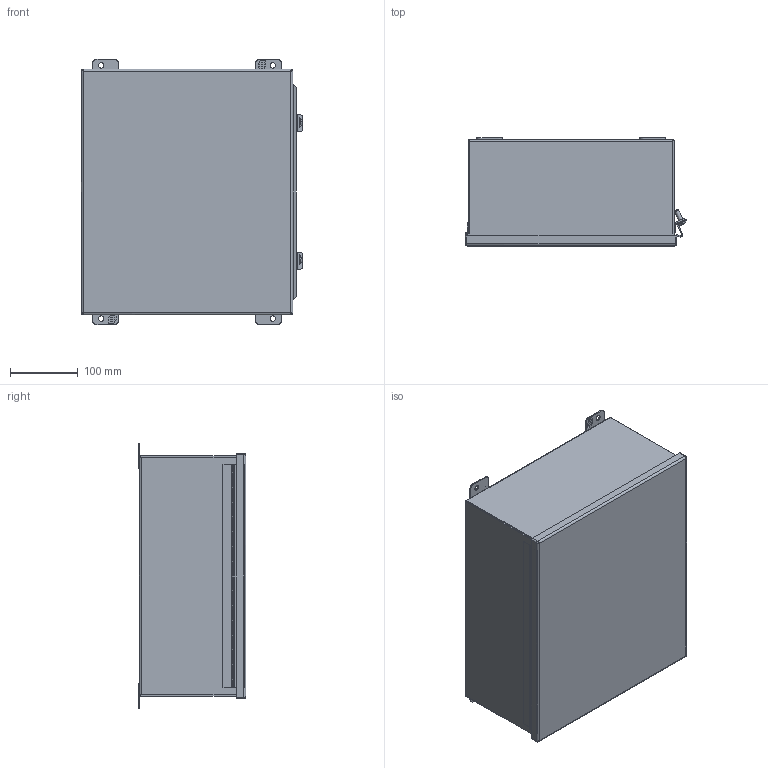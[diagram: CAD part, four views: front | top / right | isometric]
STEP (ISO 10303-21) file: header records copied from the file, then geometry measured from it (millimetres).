
FILE_DESCRIPTION (( 'STEP AP214' ), '1' );
FILE_NAME ('1414N4PHSSM6.STEP', '2019-09-18T14:34:50', ( '' ), ( '' ), 'SwSTEP 2.0', 'SolidWorks 2018', '' );
FILE_SCHEMA (( 'AUTOMOTIVE_DESIGN' ));
Length unit declared in the file: inch
Products named in the file (1): 1414N4PHSSM6
Bounding box: 327.73 x 159.23 x 393.7 mm (x, y, z)
Volume: 2468752.3 mm3; surface area: 1182211.8 mm2
Topology: 21 solids, 22 shells, 734 faces, 1914 edges, 1228 vertices
Faces by surface type: plane 474, cylinder 200, cone 30, bspline 30
Full cylindrical faces by diameter (mm): 1.143 x1, 3.967 x4, 4.826 x2, 5.41 x2, 6.35 x4, 6.731 x4, 7.937 x4, 9.525 x4, 12.192 x2
Entity records: 33416 total; most frequent: CARTESIAN_POINT 6204, ORIENTED_EDGE 3690, DIRECTION 3549, EDGE_CURVE 1845, LINE 1367, VECTOR 1367, VERTEX_POINT 1214, AXIS2_PLACEMENT_3D 1091
